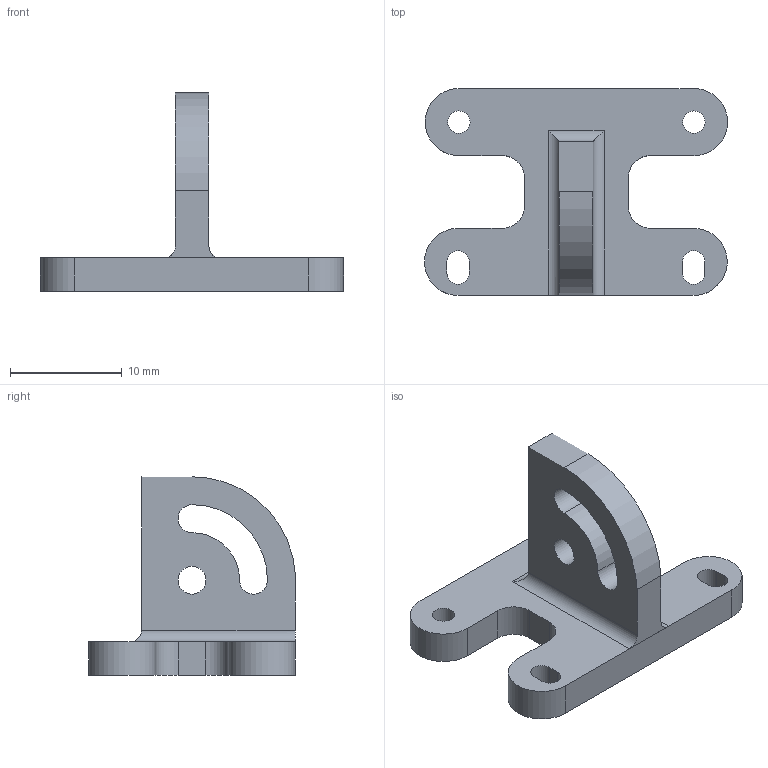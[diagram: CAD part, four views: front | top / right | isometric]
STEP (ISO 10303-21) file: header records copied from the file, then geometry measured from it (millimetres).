
FILE_DESCRIPTION(/* description */ (''),/* implementation_level */ '2;1');
FILE_NAME(/* name */ 'camera-support v3.step',/* time_stamp */ '2020-01-12T23:38:24-08:00',/* author */ ('solaremperor'),/* organization */ (''),/* preprocessor_version */ 'ST-DEVELOPER v18',/* originating_system */ 'Autodesk Translation Framework v8.2.0.1029',/* authorisation */ '');
FILE_SCHEMA (('AUTOMOTIVE_DESIGN { 1 0 10303 214 3 1 1 }'));
Length unit declared in the file: millimetre
Products named in the file (1): camera-support
Bounding box: 27.1 x 18.5 x 17.75 mm (x, y, z)
Volume: 1535 mm3; surface area: 1608.2 mm2
Topology: 1 solids, 1 shells, 43 faces, 124 edges, 84 vertices
Faces by surface type: cylinder 23, plane 20
Full cylindrical faces by diameter (mm): 2 x2, 2.5 x1
Entity records: 1504 total; most frequent: DIRECTION 262, CARTESIAN_POINT 252, ORIENTED_EDGE 248, EDGE_CURVE 124, AXIS2_PLACEMENT_3D 94, VERTEX_POINT 84, LINE 74, VECTOR 74
